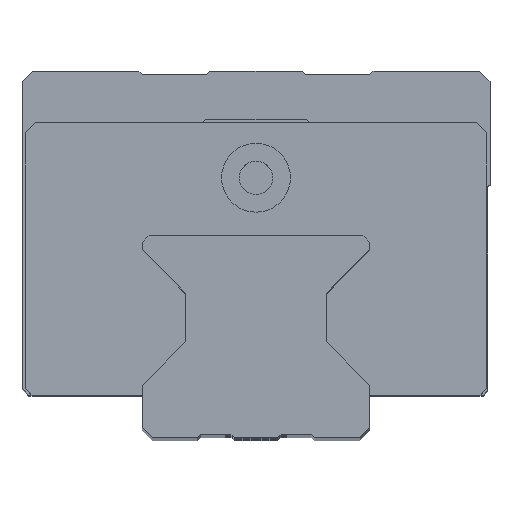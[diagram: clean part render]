
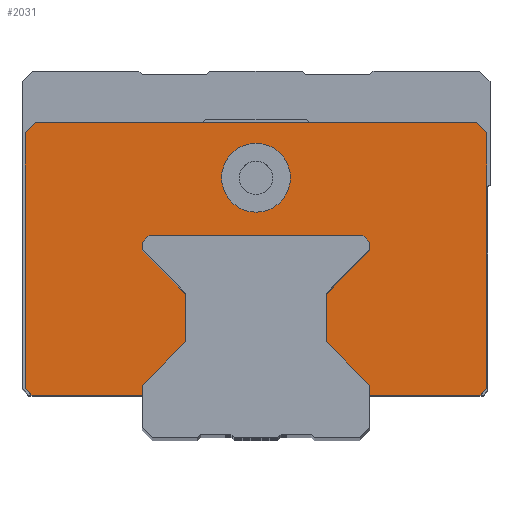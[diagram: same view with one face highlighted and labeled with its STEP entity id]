
A CAD part, top view. The second image highlights one B-rep face of the part: STEP entity #2031.
In plain terms, the highlighted planar face has unit normal (0, 0, 1).
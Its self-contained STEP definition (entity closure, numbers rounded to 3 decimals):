
#165=DIRECTION('',(-1.,0.,0.));
#166=VECTOR('',#165,66.);
#167=CARTESIAN_POINT('',(33.,47.2,62.));
#168=LINE('',#167,#166);
#189=DIRECTION('',(-0.707,0.707,0.));
#190=VECTOR('',#189,2.121);
#191=CARTESIAN_POINT('',(34.5,45.7,62.));
#192=LINE('',#191,#190);
#193=DIRECTION('',(0.,1.,0.));
#194=VECTOR('',#193,38.2);
#195=CARTESIAN_POINT('',(34.5,7.5,62.));
#196=LINE('',#195,#194);
#197=DIRECTION('',(0.707,0.707,0.));
#198=VECTOR('',#197,1.414);
#199=CARTESIAN_POINT('',(33.5,6.5,62.));
#200=LINE('',#199,#198);
#201=DIRECTION('',(1.,0.,0.));
#202=VECTOR('',#201,16.5);
#203=CARTESIAN_POINT('',(17.,6.5,62.));
#204=LINE('',#203,#202);
#205=DIRECTION('',(0.,-1.,0.));
#206=VECTOR('',#205,1.31);
#207=CARTESIAN_POINT('',(17.,7.81,62.));
#208=LINE('',#207,#206);
#209=DIRECTION('',(0.707,-0.707,0.));
#210=VECTOR('',#209,9.192);
#211=CARTESIAN_POINT('',(10.5,14.31,62.));
#212=LINE('',#211,#210);
#213=DIRECTION('',(0.,-1.,0.));
#214=VECTOR('',#213,7.29);
#215=CARTESIAN_POINT('',(10.5,21.6,62.));
#216=LINE('',#215,#214);
#217=DIRECTION('',(-0.707,-0.707,0.));
#218=VECTOR('',#217,9.192);
#219=CARTESIAN_POINT('',(17.,28.1,62.));
#220=LINE('',#219,#218);
#221=DIRECTION('',(0.,-1.,0.));
#222=VECTOR('',#221,1.1);
#223=CARTESIAN_POINT('',(17.,29.2,62.));
#224=LINE('',#223,#222);
#225=DIRECTION('',(0.707,-0.707,0.));
#226=VECTOR('',#225,1.414);
#227=CARTESIAN_POINT('',(16.,30.2,62.));
#228=LINE('',#227,#226);
#229=DIRECTION('',(1.,0.,0.));
#230=VECTOR('',#229,32.);
#231=CARTESIAN_POINT('',(-16.,30.2,62.));
#232=LINE('',#231,#230);
#233=DIRECTION('',(0.707,0.707,0.));
#234=VECTOR('',#233,1.414);
#235=CARTESIAN_POINT('',(-17.,29.2,62.));
#236=LINE('',#235,#234);
#237=DIRECTION('',(0.,1.,0.));
#238=VECTOR('',#237,1.1);
#239=CARTESIAN_POINT('',(-17.,28.1,62.));
#240=LINE('',#239,#238);
#241=DIRECTION('',(-0.707,0.707,0.));
#242=VECTOR('',#241,9.192);
#243=CARTESIAN_POINT('',(-10.5,21.6,62.));
#244=LINE('',#243,#242);
#245=DIRECTION('',(0.,1.,0.));
#246=VECTOR('',#245,7.29);
#247=CARTESIAN_POINT('',(-10.5,14.31,62.));
#248=LINE('',#247,#246);
#249=DIRECTION('',(0.707,0.707,0.));
#250=VECTOR('',#249,9.192);
#251=CARTESIAN_POINT('',(-17.,7.81,62.));
#252=LINE('',#251,#250);
#253=DIRECTION('',(0.,1.,0.));
#254=VECTOR('',#253,1.31);
#255=CARTESIAN_POINT('',(-17.,6.5,62.));
#256=LINE('',#255,#254);
#257=DIRECTION('',(1.,0.,0.));
#258=VECTOR('',#257,16.5);
#259=CARTESIAN_POINT('',(-33.5,6.5,62.));
#260=LINE('',#259,#258);
#261=DIRECTION('',(0.707,-0.707,0.));
#262=VECTOR('',#261,1.414);
#263=CARTESIAN_POINT('',(-34.5,7.5,62.));
#264=LINE('',#263,#262);
#265=DIRECTION('',(0.,-1.,0.));
#266=VECTOR('',#265,38.2);
#267=CARTESIAN_POINT('',(-34.5,45.7,62.));
#268=LINE('',#267,#266);
#269=DIRECTION('',(-0.707,-0.707,0.));
#270=VECTOR('',#269,2.121);
#271=CARTESIAN_POINT('',(-33.,47.2,62.));
#272=LINE('',#271,#270);
#273=CARTESIAN_POINT('',(0.,39.,62.));
#274=DIRECTION('',(0.,0.,-1.));
#275=DIRECTION('',(-1.,0.,0.));
#276=AXIS2_PLACEMENT_3D('',#273,#274,#275);
#278=CARTESIAN_POINT('',(0.,39.,62.));
#279=DIRECTION('',(0.,0.,-1.));
#280=DIRECTION('',(1.,0.,0.));
#281=AXIS2_PLACEMENT_3D('',#278,#279,#280);
#1473=CARTESIAN_POINT('',(-33.5,6.5,62.));
#1474=CARTESIAN_POINT('',(-17.,6.5,62.));
#1475=VERTEX_POINT('',#1473);
#1476=VERTEX_POINT('',#1474);
#1477=CARTESIAN_POINT('',(-17.,7.81,62.));
#1478=VERTEX_POINT('',#1477);
#1479=CARTESIAN_POINT('',(-10.5,14.31,62.));
#1480=VERTEX_POINT('',#1479);
#1481=CARTESIAN_POINT('',(-10.5,21.6,62.));
#1482=VERTEX_POINT('',#1481);
#1483=CARTESIAN_POINT('',(-17.,28.1,62.));
#1484=VERTEX_POINT('',#1483);
#1485=CARTESIAN_POINT('',(-17.,29.2,62.));
#1486=VERTEX_POINT('',#1485);
#1487=CARTESIAN_POINT('',(-16.,30.2,62.));
#1488=VERTEX_POINT('',#1487);
#1489=CARTESIAN_POINT('',(16.,30.2,62.));
#1490=VERTEX_POINT('',#1489);
#1491=CARTESIAN_POINT('',(17.,29.2,62.));
#1492=VERTEX_POINT('',#1491);
#1493=CARTESIAN_POINT('',(17.,28.1,62.));
#1494=VERTEX_POINT('',#1493);
#1495=CARTESIAN_POINT('',(10.5,21.6,62.));
#1496=VERTEX_POINT('',#1495);
#1497=CARTESIAN_POINT('',(10.5,14.31,62.));
#1498=VERTEX_POINT('',#1497);
#1499=CARTESIAN_POINT('',(17.,7.81,62.));
#1500=VERTEX_POINT('',#1499);
#1501=CARTESIAN_POINT('',(17.,6.5,62.));
#1502=VERTEX_POINT('',#1501);
#1503=CARTESIAN_POINT('',(33.5,6.5,62.));
#1504=VERTEX_POINT('',#1503);
#1505=CARTESIAN_POINT('',(34.5,7.5,62.));
#1506=VERTEX_POINT('',#1505);
#1507=CARTESIAN_POINT('',(34.5,45.7,62.));
#1508=VERTEX_POINT('',#1507);
#1509=CARTESIAN_POINT('',(33.,47.2,62.));
#1510=VERTEX_POINT('',#1509);
#1511=CARTESIAN_POINT('',(-33.,47.2,62.));
#1512=CARTESIAN_POINT('',(-34.5,45.7,62.));
#1513=VERTEX_POINT('',#1511);
#1514=VERTEX_POINT('',#1512);
#1515=CARTESIAN_POINT('',(-34.5,7.5,62.));
#1516=VERTEX_POINT('',#1515);
#1677=CARTESIAN_POINT('',(-5.15,39.,62.));
#1678=CARTESIAN_POINT('',(5.15,39.,62.));
#1679=VERTEX_POINT('',#1677);
#1680=VERTEX_POINT('',#1678);
#1978=CARTESIAN_POINT('',(0.,0.,62.));
#1979=DIRECTION('',(0.,0.,1.));
#1980=DIRECTION('',(1.,0.,0.));
#1981=AXIS2_PLACEMENT_3D('',#1978,#1979,#1980);
#1982=PLANE('',#1981);
#1983=ORIENTED_EDGE('',*,*,#1939,.F.);
#1984=ORIENTED_EDGE('',*,*,#1927,.F.);
#1985=ORIENTED_EDGE('',*,*,#1892,.F.);
#1986=ORIENTED_EDGE('',*,*,#1857,.F.);
#1988=ORIENTED_EDGE('',*,*,#1987,.F.);
#1990=ORIENTED_EDGE('',*,*,#1989,.F.);
#1992=ORIENTED_EDGE('',*,*,#1991,.F.);
#1994=ORIENTED_EDGE('',*,*,#1993,.F.);
#1996=ORIENTED_EDGE('',*,*,#1995,.F.);
#1998=ORIENTED_EDGE('',*,*,#1997,.F.);
#2000=ORIENTED_EDGE('',*,*,#1999,.F.);
#2002=ORIENTED_EDGE('',*,*,#2001,.F.);
#2004=ORIENTED_EDGE('',*,*,#2003,.F.);
#2006=ORIENTED_EDGE('',*,*,#2005,.F.);
#2008=ORIENTED_EDGE('',*,*,#2007,.F.);
#2010=ORIENTED_EDGE('',*,*,#2009,.F.);
#2012=ORIENTED_EDGE('',*,*,#2011,.F.);
#2014=ORIENTED_EDGE('',*,*,#2013,.F.);
#2016=ORIENTED_EDGE('',*,*,#2015,.F.);
#2018=ORIENTED_EDGE('',*,*,#2017,.F.);
#2020=ORIENTED_EDGE('',*,*,#2019,.F.);
#2022=ORIENTED_EDGE('',*,*,#2021,.F.);
#2023=EDGE_LOOP('',(#1983,#1984,#1985,#1986,#1988,#1990,#1992,#1994,#1996,#1998,
#2000,#2002,#2004,#2006,#2008,#2010,#2012,#2014,#2016,#2018,#2020,#2022));
#2024=FACE_OUTER_BOUND('',#2023,.F.);
#2026=ORIENTED_EDGE('',*,*,#2025,.F.);
#2028=ORIENTED_EDGE('',*,*,#2027,.F.);
#2029=EDGE_LOOP('',(#2026,#2028));
#2030=FACE_BOUND('',#2029,.F.);
#2031=ADVANCED_FACE('',(#2024,#2030),#1982,.T.);
#277=CIRCLE('',#276,5.15);
#282=CIRCLE('',#281,5.15);
#1857=EDGE_CURVE('',#1504,#1506,#200,.T.);
#1892=EDGE_CURVE('',#1506,#1508,#196,.T.);
#1927=EDGE_CURVE('',#1508,#1510,#192,.T.);
#1939=EDGE_CURVE('',#1510,#1513,#168,.T.);
#1987=EDGE_CURVE('',#1502,#1504,#204,.T.);
#1989=EDGE_CURVE('',#1500,#1502,#208,.T.);
#1991=EDGE_CURVE('',#1498,#1500,#212,.T.);
#1993=EDGE_CURVE('',#1496,#1498,#216,.T.);
#1995=EDGE_CURVE('',#1494,#1496,#220,.T.);
#1997=EDGE_CURVE('',#1492,#1494,#224,.T.);
#1999=EDGE_CURVE('',#1490,#1492,#228,.T.);
#2001=EDGE_CURVE('',#1488,#1490,#232,.T.);
#2003=EDGE_CURVE('',#1486,#1488,#236,.T.);
#2005=EDGE_CURVE('',#1484,#1486,#240,.T.);
#2007=EDGE_CURVE('',#1482,#1484,#244,.T.);
#2009=EDGE_CURVE('',#1480,#1482,#248,.T.);
#2011=EDGE_CURVE('',#1478,#1480,#252,.T.);
#2013=EDGE_CURVE('',#1476,#1478,#256,.T.);
#2015=EDGE_CURVE('',#1475,#1476,#260,.T.);
#2017=EDGE_CURVE('',#1516,#1475,#264,.T.);
#2019=EDGE_CURVE('',#1514,#1516,#268,.T.);
#2021=EDGE_CURVE('',#1513,#1514,#272,.T.);
#2025=EDGE_CURVE('',#1679,#1680,#277,.T.);
#2027=EDGE_CURVE('',#1680,#1679,#282,.T.);
